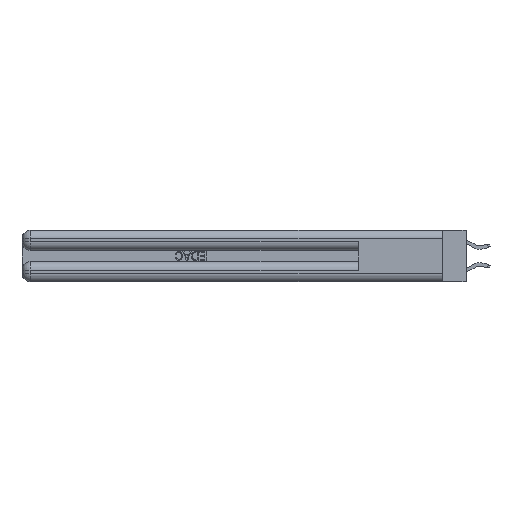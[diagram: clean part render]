
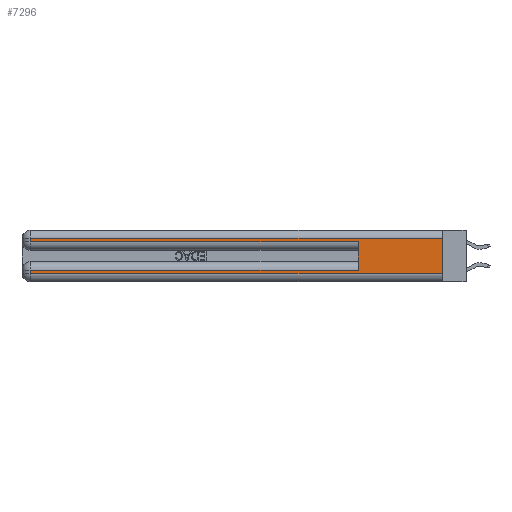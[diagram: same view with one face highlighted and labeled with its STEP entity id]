
A CAD part, left-side view. The second image highlights one B-rep face of the part: STEP entity #7296.
In plain terms, the highlighted planar face has unit normal (-1, 0, 0).
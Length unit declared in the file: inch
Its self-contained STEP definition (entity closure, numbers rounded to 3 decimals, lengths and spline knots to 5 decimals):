
#828 = VECTOR ( 'NONE', #25248, 39.37008 ) ;
#872 = EDGE_CURVE ( 'NONE', #7811, #14464, #23624, .T. ) ;
#1017 = VECTOR ( 'NONE', #13377, 39.37008 ) ;
#1975 = VERTEX_POINT ( 'NONE', #16380 ) ;
#2656 = VECTOR ( 'NONE', #19328, 39.37008 ) ;
#3847 = ORIENTED_EDGE ( 'NONE', *, *, #25647, .T. ) ;
#5352 = ORIENTED_EDGE ( 'NONE', *, *, #25067, .T. ) ;
#6213 = ORIENTED_EDGE ( 'NONE', *, *, #872, .T. ) ;
#6717 = CARTESIAN_POINT ( 'NONE',  ( 0., 0.6, 0.285 ) ) ;
#6811 = CARTESIAN_POINT ( 'NONE',  ( 0., 0., 0.31 ) ) ;
#7296 = ADVANCED_FACE ( 'NONE', ( #8969 ), #20376, .F. ) ;
#7624 = VERTEX_POINT ( 'NONE', #8343 ) ;
#7811 = VERTEX_POINT ( 'NONE', #6811 ) ;
#7938 = CARTESIAN_POINT ( 'NONE',  ( 0., 0.6, 0.145 ) ) ;
#8343 = CARTESIAN_POINT ( 'NONE',  ( 0., 2.94, 0.085 ) ) ;
#8374 = AXIS2_PLACEMENT_3D ( 'NONE', #29889, #17754, #35730 ) ;
#8969 = FACE_OUTER_BOUND ( 'NONE', #36010, .T. ) ;
#9144 = DIRECTION ( 'NONE',  ( 0., -1., 0. ) ) ;
#11162 = VECTOR ( 'NONE', #9144, 39.37008 ) ;
#11908 = ORIENTED_EDGE ( 'NONE', *, *, #23800, .T. ) ;
#12053 = VERTEX_POINT ( 'NONE', #6717 ) ;
#12340 = CARTESIAN_POINT ( 'NONE',  ( 0., 0., 0.285 ) ) ;
#12575 = CARTESIAN_POINT ( 'NONE',  ( 0., 2.94, 0.37 ) ) ;
#13377 = DIRECTION ( 'NONE',  ( 0., 1., 0. ) ) ;
#14056 = VERTEX_POINT ( 'NONE', #32270 ) ;
#14224 = LINE ( 'NONE', #28102, #22749 ) ;
#14464 = VERTEX_POINT ( 'NONE', #26219 ) ;
#15408 = EDGE_CURVE ( 'NONE', #14464, #22900, #20618, .T. ) ;
#16225 = VECTOR ( 'NONE', #29448, 39.37008 ) ;
#16380 = CARTESIAN_POINT ( 'NONE',  ( 0., 0.6, 0.085 ) ) ;
#17754 = DIRECTION ( 'NONE',  ( 1., 0., 0. ) ) ;
#18110 = LINE ( 'NONE', #23017, #25941 ) ;
#19328 = DIRECTION ( 'NONE',  ( 0., 0., 1. ) ) ;
#19863 = VERTEX_POINT ( 'NONE', #22087 ) ;
#20376 = PLANE ( 'NONE',  #8374 ) ;
#20618 = LINE ( 'NONE', #12575, #16225 ) ;
#22087 = CARTESIAN_POINT ( 'NONE',  ( 0., 0., 0.06 ) ) ;
#22449 = LINE ( 'NONE', #36341, #828 ) ;
#22749 = VECTOR ( 'NONE', #30937, 39.37008 ) ;
#22751 = CARTESIAN_POINT ( 'NONE',  ( 0., 0., 0.085 ) ) ;
#22900 = VERTEX_POINT ( 'NONE', #26827 ) ;
#23017 = CARTESIAN_POINT ( 'NONE',  ( 0., 2.94, 0.37 ) ) ;
#23494 = ORIENTED_EDGE ( 'NONE', *, *, #27661, .F. ) ;
#23624 = LINE ( 'NONE', #35101, #29734 ) ;
#23683 = EDGE_CURVE ( 'NONE', #7811, #19863, #22449, .T. ) ;
#23744 = LINE ( 'NONE', #12340, #11162 ) ;
#23800 = EDGE_CURVE ( 'NONE', #7624, #14056, #18110, .T. ) ;
#25067 = EDGE_CURVE ( 'NONE', #22900, #12053, #23744, .T. ) ;
#25248 = DIRECTION ( 'NONE',  ( 0., 0., -1. ) ) ;
#25647 = EDGE_CURVE ( 'NONE', #1975, #7624, #30625, .T. ) ;
#25941 = VECTOR ( 'NONE', #32208, 39.37008 ) ;
#26219 = CARTESIAN_POINT ( 'NONE',  ( 0., 2.94, 0.31 ) ) ;
#26513 = ORIENTED_EDGE ( 'NONE', *, *, #23683, .F. ) ;
#26827 = CARTESIAN_POINT ( 'NONE',  ( 0., 2.94, 0.285 ) ) ;
#27661 = EDGE_CURVE ( 'NONE', #1975, #12053, #30416, .T. ) ;
#28102 = CARTESIAN_POINT ( 'NONE',  ( 0., 0., 0.06 ) ) ;
#29448 = DIRECTION ( 'NONE',  ( 0., 0., -1. ) ) ;
#29734 = VECTOR ( 'NONE', #32631, 39.37008 ) ;
#29889 = CARTESIAN_POINT ( 'NONE',  ( 0., 0., 0.37 ) ) ;
#30416 = LINE ( 'NONE', #7938, #2656 ) ;
#30625 = LINE ( 'NONE', #22751, #1017 ) ;
#30937 = DIRECTION ( 'NONE',  ( 0., -1., 0. ) ) ;
#32208 = DIRECTION ( 'NONE',  ( 0., 0., -1. ) ) ;
#32270 = CARTESIAN_POINT ( 'NONE',  ( 0., 2.94, 0.06 ) ) ;
#32631 = DIRECTION ( 'NONE',  ( 0., 1., 0. ) ) ;
#35101 = CARTESIAN_POINT ( 'NONE',  ( 0., 0., 0.31 ) ) ;
#35338 = EDGE_CURVE ( 'NONE', #14056, #19863, #14224, .T. ) ;
#35465 = ORIENTED_EDGE ( 'NONE', *, *, #35338, .T. ) ;
#35715 = ORIENTED_EDGE ( 'NONE', *, *, #15408, .T. ) ;
#35730 = DIRECTION ( 'NONE',  ( 0., 0., -1. ) ) ;
#36010 = EDGE_LOOP ( 'NONE', ( #26513, #6213, #35715, #5352, #23494, #3847, #11908, #35465 ) ) ;
#36341 = CARTESIAN_POINT ( 'NONE',  ( 0., 0., 0.37 ) ) ;
